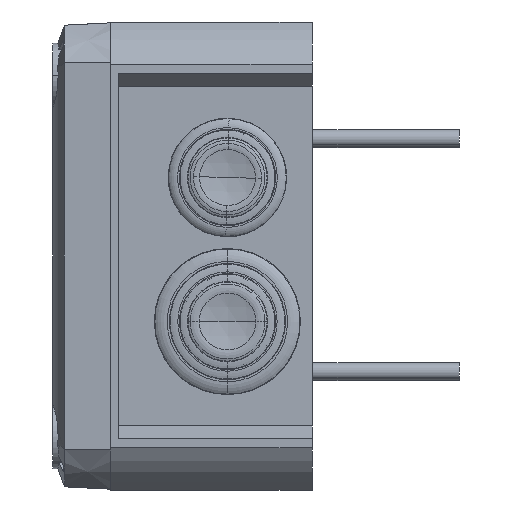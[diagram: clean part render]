
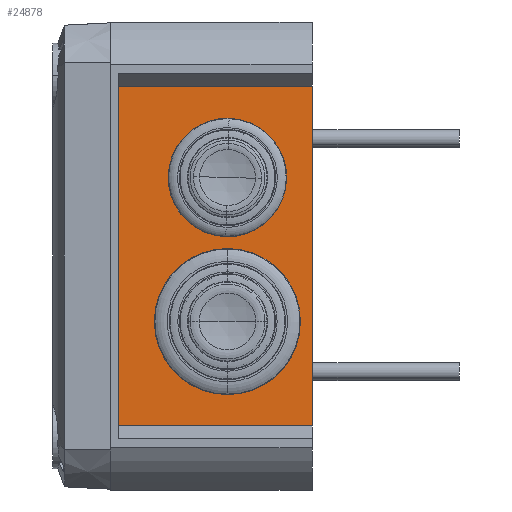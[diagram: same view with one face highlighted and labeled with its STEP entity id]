
A CAD part, left-side view. The second image highlights one B-rep face of the part: STEP entity #24878.
In plain terms, the highlighted planar face has unit normal (-1, 0, 0).
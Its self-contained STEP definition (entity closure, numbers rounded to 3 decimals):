
#934 = AXIS2_PLACEMENT_3D ( 'NONE', #19035, #8098, #7279 ) ;
#988 = VERTEX_POINT ( 'NONE', #28153 ) ;
#1016 = CARTESIAN_POINT ( 'NONE',  ( -69.892, 48.35, -42.347 ) ) ;
#1994 = CARTESIAN_POINT ( 'NONE',  ( -69.892, 0., 42.347 ) ) ;
#2221 = DIRECTION ( 'NONE',  ( 0., 0., -1. ) ) ;
#2655 = ORIENTED_EDGE ( 'NONE', *, *, #25928, .F. ) ;
#2669 = ORIENTED_EDGE ( 'NONE', *, *, #27493, .F. ) ;
#3433 = AXIS2_PLACEMENT_3D ( 'NONE', #29402, #15816, #2221 ) ;
#3542 = VERTEX_POINT ( 'NONE', #9005 ) ;
#4714 = DIRECTION ( 'NONE',  ( 0., 0., 1. ) ) ;
#5764 = DIRECTION ( 'NONE',  ( 0., 0., 1. ) ) ;
#6194 = EDGE_CURVE ( 'NONE', #23320, #23386, #27116, .T. ) ;
#6852 = AXIS2_PLACEMENT_3D ( 'NONE', #14065, #8376, #22701 ) ;
#7020 = EDGE_CURVE ( 'NONE', #23386, #23320, #26733, .T. ) ;
#7279 = DIRECTION ( 'NONE',  ( 0., 0., -1. ) ) ;
#7784 = CIRCLE ( 'NONE', #19298, 12.6 ) ;
#7825 = ORIENTED_EDGE ( 'NONE', *, *, #8518, .T. ) ;
#8098 = DIRECTION ( 'NONE',  ( 1., 0., 0. ) ) ;
#8131 = ORIENTED_EDGE ( 'NONE', *, *, #6194, .T. ) ;
#8376 = DIRECTION ( 'NONE',  ( 1., 0., 0. ) ) ;
#8518 = EDGE_CURVE ( 'NONE', #23463, #13271, #7784, .T. ) ;
#8642 = DIRECTION ( 'NONE',  ( 0., -1., 0. ) ) ;
#8813 = VERTEX_POINT ( 'NONE', #1016 ) ;
#9005 = CARTESIAN_POINT ( 'NONE',  ( -69.892, 0., -42.347 ) ) ;
#9148 = CARTESIAN_POINT ( 'NONE',  ( -69.892, 0., 42.347 ) ) ;
#9469 = VECTOR ( 'NONE', #5764, 1000. ) ;
#10147 = LINE ( 'NONE', #9148, #9469 ) ;
#10466 = EDGE_CURVE ( 'NONE', #8813, #3542, #21581, .T. ) ;
#10712 = ORIENTED_EDGE ( 'NONE', *, *, #10466, .T. ) ;
#10741 = EDGE_LOOP ( 'NONE', ( #16259, #7825 ) ) ;
#11113 = VERTEX_POINT ( 'NONE', #1994 ) ;
#11977 = VECTOR ( 'NONE', #4714, 1000. ) ;
#13271 = VERTEX_POINT ( 'NONE', #27704 ) ;
#13406 = PLANE ( 'NONE',  #17011 ) ;
#13583 = CIRCLE ( 'NONE', #3433, 12.6 ) ;
#13772 = CARTESIAN_POINT ( 'NONE',  ( -69.892, 48.35, 42.347 ) ) ;
#14065 = CARTESIAN_POINT ( 'NONE',  ( -69.892, 21.13, -16.34 ) ) ;
#14683 = CARTESIAN_POINT ( 'NONE',  ( -69.892, 21.13, 6.96 ) ) ;
#15297 = VECTOR ( 'NONE', #8642, 1000. ) ;
#15682 = CARTESIAN_POINT ( 'NONE',  ( -69.892, 48.35, 42.347 ) ) ;
#15816 = DIRECTION ( 'NONE',  ( 1., 0., 0. ) ) ;
#16259 = ORIENTED_EDGE ( 'NONE', *, *, #22499, .T. ) ;
#16560 = ORIENTED_EDGE ( 'NONE', *, *, #19106, .T. ) ;
#17011 = AXIS2_PLACEMENT_3D ( 'NONE', #15682, #22453, #17979 ) ;
#17979 = DIRECTION ( 'NONE',  ( 0., 0., -1. ) ) ;
#18056 = LINE ( 'NONE', #13772, #11977 ) ;
#18650 = DIRECTION ( 'NONE',  ( 1., 0., 0. ) ) ;
#19035 = CARTESIAN_POINT ( 'NONE',  ( -69.892, 21.13, -16.34 ) ) ;
#19106 = EDGE_CURVE ( 'NONE', #3542, #11113, #10147, .T. ) ;
#19298 = AXIS2_PLACEMENT_3D ( 'NONE', #22569, #18650, #23323 ) ;
#19482 = FACE_OUTER_BOUND ( 'NONE', #22617, .T. ) ;
#20888 = VECTOR ( 'NONE', #29432, 1000. ) ;
#21224 = CARTESIAN_POINT ( 'NONE',  ( -69.892, 21.13, -32.44 ) ) ;
#21581 = LINE ( 'NONE', #26800, #20888 ) ;
#22297 = CARTESIAN_POINT ( 'NONE',  ( -69.892, 48.35, 42.347 ) ) ;
#22453 = DIRECTION ( 'NONE',  ( 1., 0., 0. ) ) ;
#22499 = EDGE_CURVE ( 'NONE', #13271, #23463, #13583, .T. ) ;
#22569 = CARTESIAN_POINT ( 'NONE',  ( -69.892, 21.13, 19.56 ) ) ;
#22617 = EDGE_LOOP ( 'NONE', ( #16560, #2655, #2669, #10712 ) ) ;
#22701 = DIRECTION ( 'NONE',  ( 0., 0., -1. ) ) ;
#23320 = VERTEX_POINT ( 'NONE', #27811 ) ;
#23323 = DIRECTION ( 'NONE',  ( 0., 0., -1. ) ) ;
#23386 = VERTEX_POINT ( 'NONE', #21224 ) ;
#23463 = VERTEX_POINT ( 'NONE', #14683 ) ;
#24878 = ADVANCED_FACE ( 'NONE', ( #25498, #27664, #19482 ), #13406, .F. ) ;
#25498 = FACE_BOUND ( 'NONE', #10741, .T. ) ;
#25928 = EDGE_CURVE ( 'NONE', #988, #11113, #27407, .T. ) ;
#26733 = CIRCLE ( 'NONE', #6852, 16.1 ) ;
#26800 = CARTESIAN_POINT ( 'NONE',  ( -69.892, 48.35, -42.347 ) ) ;
#27014 = ORIENTED_EDGE ( 'NONE', *, *, #7020, .T. ) ;
#27116 = CIRCLE ( 'NONE', #934, 16.1 ) ;
#27121 = EDGE_LOOP ( 'NONE', ( #8131, #27014 ) ) ;
#27407 = LINE ( 'NONE', #22297, #15297 ) ;
#27493 = EDGE_CURVE ( 'NONE', #8813, #988, #18056, .T. ) ;
#27664 = FACE_BOUND ( 'NONE', #27121, .T. ) ;
#27704 = CARTESIAN_POINT ( 'NONE',  ( -69.892, 21.13, 32.16 ) ) ;
#27811 = CARTESIAN_POINT ( 'NONE',  ( -69.892, 21.13, -0.24 ) ) ;
#28153 = CARTESIAN_POINT ( 'NONE',  ( -69.892, 48.35, 42.347 ) ) ;
#29402 = CARTESIAN_POINT ( 'NONE',  ( -69.892, 21.13, 19.56 ) ) ;
#29432 = DIRECTION ( 'NONE',  ( 0., -1., 0. ) ) ;
